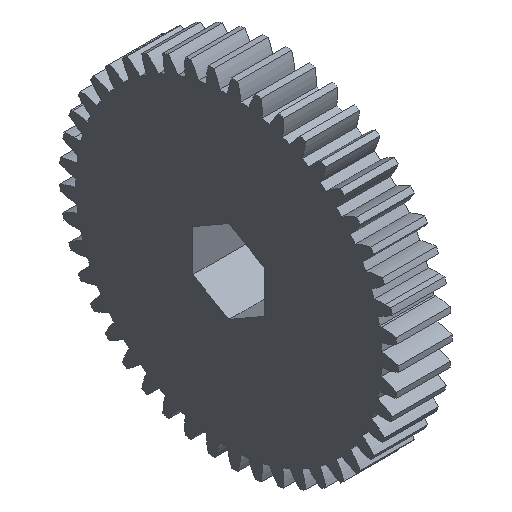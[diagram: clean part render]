
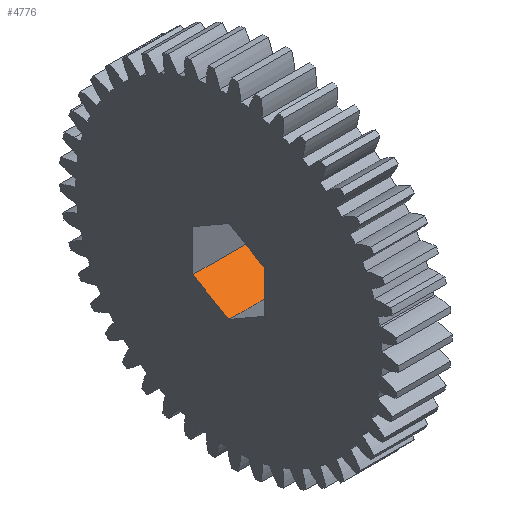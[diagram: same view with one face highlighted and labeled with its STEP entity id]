
A CAD part, isometric view. The second image highlights one B-rep face of the part: STEP entity #4776.
In plain terms, the highlighted planar face has unit normal (0, -0.5, 0.866).
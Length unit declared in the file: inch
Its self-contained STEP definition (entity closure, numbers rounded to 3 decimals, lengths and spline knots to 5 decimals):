
#241 = VECTOR ( 'NONE', #4318, 39.37008 ) ;
#292 = DIRECTION ( 'NONE',  ( 0., 0.5, -0.866 ) ) ;
#313 = LINE ( 'NONE', #6225, #2988 ) ;
#592 = VECTOR ( 'NONE', #5870, 39.37008 ) ;
#782 = CARTESIAN_POINT ( 'NONE',  ( 0., 0., -0.28868 ) ) ;
#1266 = CARTESIAN_POINT ( 'NONE',  ( 0.4, 0.25, -0.14434 ) ) ;
#1475 = ORIENTED_EDGE ( 'NONE', *, *, #5196, .F. ) ;
#1569 = VERTEX_POINT ( 'NONE', #1266 ) ;
#1916 = PLANE ( 'NONE',  #6083 ) ;
#1988 = VERTEX_POINT ( 'NONE', #2064 ) ;
#2064 = CARTESIAN_POINT ( 'NONE',  ( 0., 0.25, -0.14434 ) ) ;
#2073 = VECTOR ( 'NONE', #6570, 39.37008 ) ;
#2415 = LINE ( 'NONE', #3452, #2073 ) ;
#2673 = ORIENTED_EDGE ( 'NONE', *, *, #5468, .T. ) ;
#2762 = CARTESIAN_POINT ( 'NONE',  ( 0.4, 0., -0.28868 ) ) ;
#2885 = FACE_OUTER_BOUND ( 'NONE', #4228, .T. ) ;
#2988 = VECTOR ( 'NONE', #3104, 39.37008 ) ;
#3089 = CARTESIAN_POINT ( 'NONE',  ( 0.4, 0., -0.28868 ) ) ;
#3104 = DIRECTION ( 'NONE',  ( 1., 0., 0. ) ) ;
#3452 = CARTESIAN_POINT ( 'NONE',  ( 0., 0., -0.28868 ) ) ;
#3790 = CARTESIAN_POINT ( 'NONE',  ( 0., 0., -0.28868 ) ) ;
#3991 = DIRECTION ( 'NONE',  ( 0., 0.866, 0.5 ) ) ;
#4228 = EDGE_LOOP ( 'NONE', ( #6194, #4522, #1475, #2673 ) ) ;
#4318 = DIRECTION ( 'NONE',  ( 1., 0., 0. ) ) ;
#4502 = CARTESIAN_POINT ( 'NONE',  ( 0., 0., -0.28868 ) ) ;
#4522 = ORIENTED_EDGE ( 'NONE', *, *, #5617, .F. ) ;
#4620 = LINE ( 'NONE', #2762, #592 ) ;
#4776 = ADVANCED_FACE ( 'NONE', ( #2885 ), #1916, .F. ) ;
#4903 = VERTEX_POINT ( 'NONE', #3089 ) ;
#5196 = EDGE_CURVE ( 'NONE', #5966, #1988, #2415, .T. ) ;
#5448 = EDGE_CURVE ( 'NONE', #4903, #1569, #4620, .T. ) ;
#5468 = EDGE_CURVE ( 'NONE', #5966, #4903, #5845, .T. ) ;
#5617 = EDGE_CURVE ( 'NONE', #1988, #1569, #313, .T. ) ;
#5845 = LINE ( 'NONE', #3790, #241 ) ;
#5870 = DIRECTION ( 'NONE',  ( 0., 0.866, 0.5 ) ) ;
#5966 = VERTEX_POINT ( 'NONE', #782 ) ;
#6083 = AXIS2_PLACEMENT_3D ( 'NONE', #4502, #292, #3991 ) ;
#6194 = ORIENTED_EDGE ( 'NONE', *, *, #5448, .T. ) ;
#6225 = CARTESIAN_POINT ( 'NONE',  ( 0., 0.25, -0.14434 ) ) ;
#6570 = DIRECTION ( 'NONE',  ( 0., 0.866, 0.5 ) ) ;
